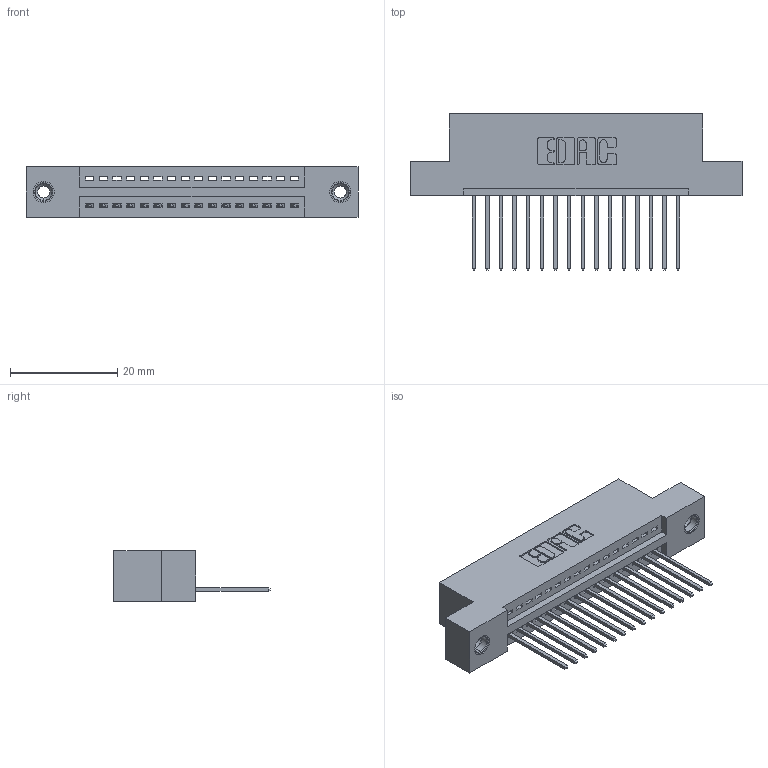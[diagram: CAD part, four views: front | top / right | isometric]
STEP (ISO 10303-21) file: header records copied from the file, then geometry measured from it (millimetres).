
FILE_DESCRIPTION (( 'STEP AP203' ), '1' );
FILE_NAME ('345-016-540-108.STEP', '2019-10-04T13:47:34', ( '' ), ( '' ), 'SwSTEP 2.0', 'SolidWorks 2016', '' );
FILE_SCHEMA (( 'CONFIG_CONTROL_DESIGN' ));
Length unit declared in the file: inch
Products named in the file (4): 345-292-001_345-293-140; 345-250-001_345-250-003-102; 345-016-540-108; 345 Part_Flush Mounting Lugs - 0.156 Dia-TI
Assembly tree (19 placements, depth 2):
  345-016-540-108
    345 Part_Flush Mounting Lugs - 0.156 Dia-TI
    345-292-001_345-293-140  x16
    345-250-001_345-250-003-102  x2
Bounding box: 61.85 x 29.13 x 9.4 mm (x, y, z)
Volume: 5676.6 mm3; surface area: 7365.4 mm2
Topology: 19 solids, 19 shells, 1114 faces, 3293 edges, 2166 vertices
Faces by surface type: plane 752, cylinder 346, cone 12, torus 4
Entity records: 16746 total; most frequent: CARTESIAN_POINT 2883, ORIENTED_EDGE 2826, DIRECTION 2583, EDGE_CURVE 1413, LINE 1197, VECTOR 1197, VERTEX_POINT 936, AXIS2_PLACEMENT_3D 693
